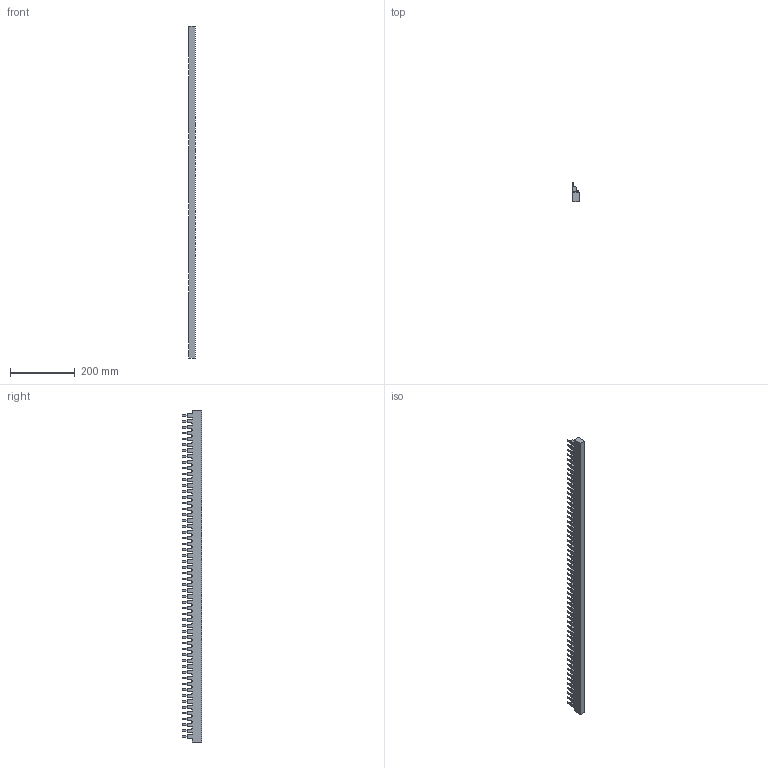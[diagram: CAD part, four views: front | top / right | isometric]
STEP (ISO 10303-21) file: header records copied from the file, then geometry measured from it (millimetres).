
FILE_DESCRIPTION (( 'STEP AP203' ), '1' );
FILE_NAME ('GMCBU-BB2P-56-100C.step', '2024-07-23T19:28:45', ( '' ), ( '' ), 'SwSTEP 2.0', 'SolidWorks 2023', '' );
FILE_SCHEMA (( 'CONFIG_CONTROL_DESIGN' ));
Length unit declared in the file: inch
Products named in the file (1): GMCBU-BB2P-56-100C
Bounding box: 19.3 x 59.2 x 1024.2 mm (x, y, z)
Volume: 689122.9 mm3; surface area: 149657.6 mm2
Topology: 1 solids, 1 shells, 1014 faces, 2868 edges, 1912 vertices
Faces by surface type: plane 1014
Entity records: 32211 total; most frequent: CARTESIAN_POINT 5795, ORIENTED_EDGE 5736, DIRECTION 4898, VECTOR 2868, LINE 2868, EDGE_CURVE 2868, VERTEX_POINT 1912, EDGE_LOOP 1070
